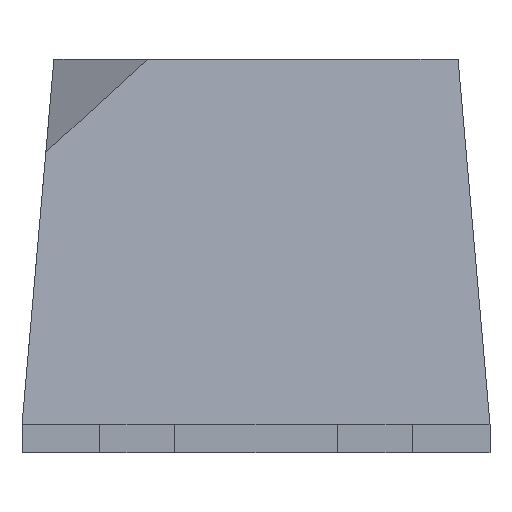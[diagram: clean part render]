
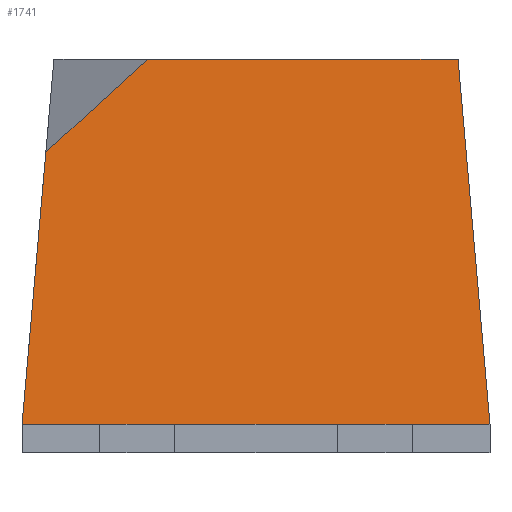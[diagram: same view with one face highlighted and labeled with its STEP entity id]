
A CAD part, front view. The second image highlights one B-rep face of the part: STEP entity #1741.
In plain terms, the highlighted planar face has unit normal (0, -0.996, 0.087).
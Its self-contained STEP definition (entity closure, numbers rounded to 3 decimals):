
#1040 = VERTEX_POINT('',#1041);
#1041 = CARTESIAN_POINT('',(1.25,-2.3,0.15));
#1047 = EDGE_CURVE('',#1048,#1040,#1050,.T.);
#1048 = VERTEX_POINT('',#1049);
#1049 = CARTESIAN_POINT('',(0.835,-2.3,0.15));
#1050 = LINE('',#1051,#1052);
#1051 = CARTESIAN_POINT('',(0.835,-2.3,0.15));
#1052 = VECTOR('',#1053,1.);
#1053 = DIRECTION('',(1.,0.,0.));
#1388 = VERTEX_POINT('',#1389);
#1389 = CARTESIAN_POINT('',(-1.25,-2.3,0.15));
#1419 = VERTEX_POINT('',#1420);
#1420 = CARTESIAN_POINT('',(-0.835,-2.3,0.15));
#1426 = EDGE_CURVE('',#1388,#1419,#1427,.T.);
#1427 = LINE('',#1428,#1429);
#1428 = CARTESIAN_POINT('',(-1.25,-2.3,0.15));
#1429 = VECTOR('',#1430,1.);
#1430 = DIRECTION('',(1.,0.,0.));
#1512 = VERTEX_POINT('',#1513);
#1513 = CARTESIAN_POINT('',(-0.435,-2.3,0.15));
#1543 = VERTEX_POINT('',#1544);
#1544 = CARTESIAN_POINT('',(0.435,-2.3,0.15));
#1550 = EDGE_CURVE('',#1512,#1543,#1551,.T.);
#1551 = LINE('',#1552,#1553);
#1552 = CARTESIAN_POINT('',(-0.435,-2.3,0.15));
#1553 = VECTOR('',#1554,1.);
#1554 = DIRECTION('',(1.,0.,0.));
#1711 = EDGE_CURVE('',#1419,#1512,#1712,.T.);
#1712 = LINE('',#1713,#1714);
#1713 = CARTESIAN_POINT('',(-1.25,-2.3,0.15));
#1714 = VECTOR('',#1715,1.);
#1715 = DIRECTION('',(1.,0.,0.));
#1728 = EDGE_CURVE('',#1543,#1048,#1729,.T.);
#1729 = LINE('',#1730,#1731);
#1730 = CARTESIAN_POINT('',(-1.25,-2.3,0.15));
#1731 = VECTOR('',#1732,1.);
#1732 = DIRECTION('',(1.,0.,0.));
#1741 = ADVANCED_FACE('',(#1742),#1779,.T.);
#1742 = FACE_BOUND('',#1743,.T.);
#1743 = EDGE_LOOP('',(#1744,#1754,#1760,#1761,#1762,#1763,#1764,#1765,
    #1773));
#1744 = ORIENTED_EDGE('',*,*,#1745,.F.);
#1745 = EDGE_CURVE('',#1746,#1748,#1750,.T.);
#1746 = VERTEX_POINT('',#1747);
#1747 = CARTESIAN_POINT('',(-1.123,-2.173,
    1.604));
#1748 = VERTEX_POINT('',#1749);
#1749 = CARTESIAN_POINT('',(-0.579,-2.129,2.1));
#1750 = LINE('',#1751,#1752);
#1751 = CARTESIAN_POINT('',(-1.919,-2.236,
    0.877));
#1752 = VECTOR('',#1753,1.);
#1753 = DIRECTION('',(0.737,0.059,0.673)
  );
#1754 = ORIENTED_EDGE('',*,*,#1755,.T.);
#1755 = EDGE_CURVE('',#1746,#1388,#1756,.T.);
#1756 = LINE('',#1757,#1758);
#1757 = CARTESIAN_POINT('',(-1.25,-2.3,0.15));
#1758 = VECTOR('',#1759,1.);
#1759 = DIRECTION('',(-0.087,-0.087,
    -0.992));
#1760 = ORIENTED_EDGE('',*,*,#1426,.T.);
#1761 = ORIENTED_EDGE('',*,*,#1711,.T.);
#1762 = ORIENTED_EDGE('',*,*,#1550,.T.);
#1763 = ORIENTED_EDGE('',*,*,#1728,.T.);
#1764 = ORIENTED_EDGE('',*,*,#1047,.T.);
#1765 = ORIENTED_EDGE('',*,*,#1766,.F.);
#1766 = EDGE_CURVE('',#1767,#1040,#1769,.T.);
#1767 = VERTEX_POINT('',#1768);
#1768 = CARTESIAN_POINT('',(1.079,-2.129,2.1));
#1769 = LINE('',#1770,#1771);
#1770 = CARTESIAN_POINT('',(1.215,-2.265,0.546)
  );
#1771 = VECTOR('',#1772,1.);
#1772 = DIRECTION('',(0.087,-0.087,
    -0.992));
#1773 = ORIENTED_EDGE('',*,*,#1774,.T.);
#1774 = EDGE_CURVE('',#1767,#1748,#1775,.T.);
#1775 = LINE('',#1776,#1777);
#1776 = CARTESIAN_POINT('',(-1.25,-2.129,2.1));
#1777 = VECTOR('',#1778,1.);
#1778 = DIRECTION('',(-1.,0.,0.));
#1779 = PLANE('',#1780);
#1780 = AXIS2_PLACEMENT_3D('',#1781,#1782,#1783);
#1781 = CARTESIAN_POINT('',(-1.25,-2.3,0.15));
#1782 = DIRECTION('',(0.,-0.996,0.087));
#1783 = DIRECTION('',(0.,-0.087,-0.996));
